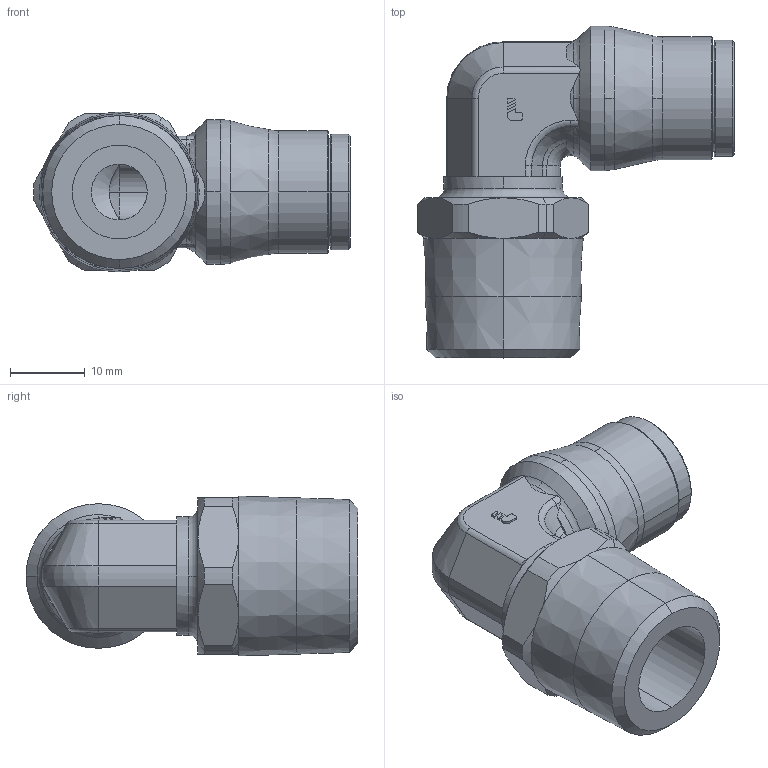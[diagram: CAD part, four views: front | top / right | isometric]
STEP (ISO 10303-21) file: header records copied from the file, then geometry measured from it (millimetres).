
FILE_DESCRIPTION(('STEP AP214'),'1');
FILE_NAME('3609_12_21.stp','2016-07-07T14:13:49',('TraceParts'),('TraceParts S.A.'),'Spatial InterOp 3D',' ',' ');
FILE_SCHEMA(('automotive_design'));
Length unit declared in the file: millimetre
Products named in the file (1): 1
Bounding box: 42.49 x 44.5 x 21.44 mm (x, y, z)
Volume: 11142.3 mm3; surface area: 6562.2 mm2
Topology: 1 solids, 1 shells, 164 faces, 404 edges, 253 vertices
Faces by surface type: plane 54, cylinder 46, cone 43, torus 21
Entity records: 5113 total; most frequent: CARTESIAN_POINT 1208, DIRECTION 864, ORIENTED_EDGE 808, EDGE_CURVE 404, AXIS2_PLACEMENT_3D 359, VERTEX_POINT 253, CIRCLE 192, EDGE_LOOP 177
